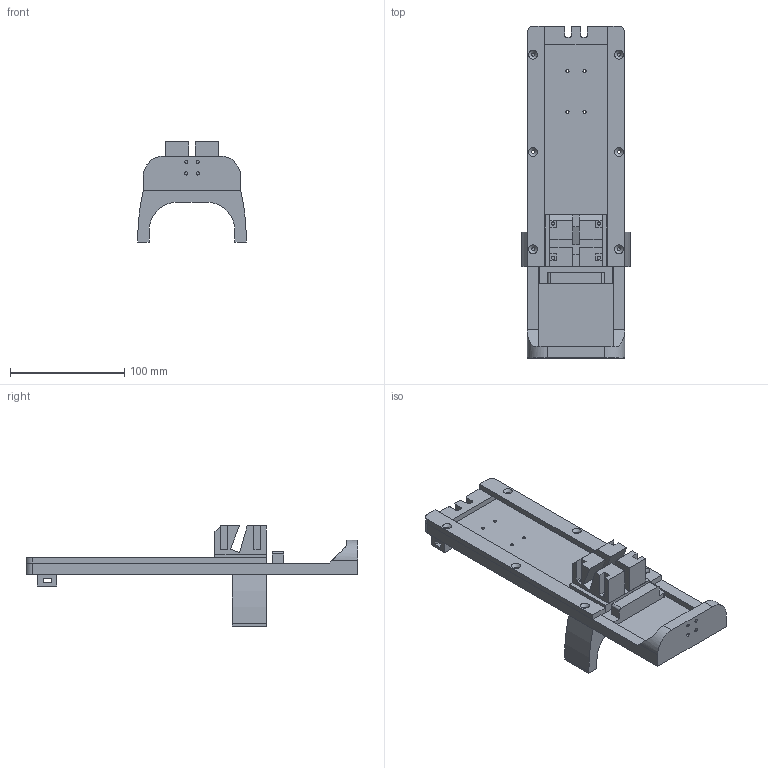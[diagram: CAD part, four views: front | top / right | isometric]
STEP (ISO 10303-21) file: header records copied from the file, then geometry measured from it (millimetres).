
FILE_DESCRIPTION(/* description */ (''),/* implementation_level */ '2;1');
FILE_NAME(/* name */ '02f53c46-0d3e-4683-b2a4-d1842de862e4.stp',/* time_stamp */ '2020-10-23T19:19:48+00:00',/* author */ (''),/* organization */ (''),/* preprocessor_version */ 'ST-DEVELOPER v18.1',/* originating_system */ 'Autodesk Translation Framework v9.3.0.1241',/* authorisation */ '');
FILE_SCHEMA (('AUTOMOTIVE_DESIGN { 1 0 10303 214 3 1 1 }'));
Length unit declared in the file: millimetre
Products named in the file (1): Wolvo01
Bounding box: 95 x 290 x 87.5 mm (x, y, z)
Volume: 339520.1 mm3; surface area: 125546.3 mm2
Topology: 7 solids, 7 shells, 194 faces, 524 edges, 346 vertices
Faces by surface type: plane 128, cylinder 60, cone 6
Full cylindrical faces by diameter (mm): 2.8 x30, 4 x2
Entity records: 6226 total; most frequent: CARTESIAN_POINT 1065, ORIENTED_EDGE 1048, DIRECTION 1042, EDGE_CURVE 524, LINE 396, VECTOR 396, VERTEX_POINT 346, AXIS2_PLACEMENT_3D 323
